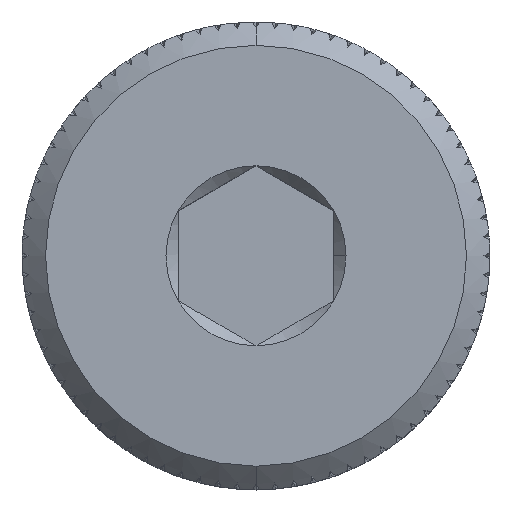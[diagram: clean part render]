
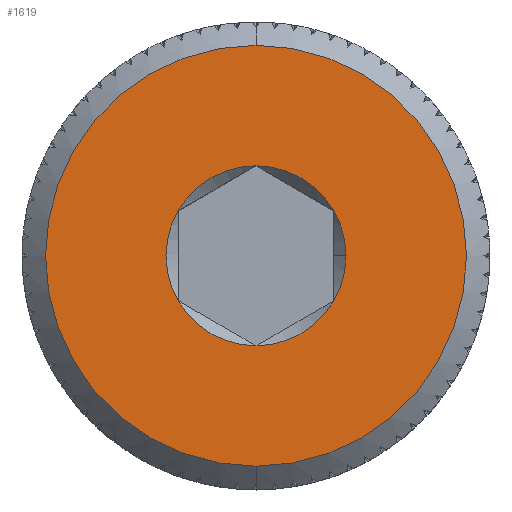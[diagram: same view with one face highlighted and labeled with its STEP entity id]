
A CAD part, top view. The second image highlights one B-rep face of the part: STEP entity #1619.
In plain terms, the highlighted planar face has unit normal (0, 0, 1).
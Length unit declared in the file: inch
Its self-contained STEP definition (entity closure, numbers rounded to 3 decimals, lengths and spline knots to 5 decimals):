
#64 = AXIS2_PLACEMENT_3D ( 'NONE', #4005, #6989, #9992 ) ;
#119 = ORIENTED_EDGE ( 'NONE', *, *, #7768, .F. ) ;
#143 = EDGE_CURVE ( 'NONE', #6299, #6009, #5582, .T. ) ;
#434 = AXIS2_PLACEMENT_3D ( 'NONE', #872, #11857, #6898 ) ;
#705 = CIRCLE ( 'NONE', #64, 0.07217 ) ;
#724 = DIRECTION ( 'NONE',  ( 1., 0., 0. ) ) ;
#750 = CARTESIAN_POINT ( 'NONE',  ( 0., 0.16875, 2.28125 ) ) ;
#863 = FACE_OUTER_BOUND ( 'NONE', #1983, .T. ) ;
#872 = CARTESIAN_POINT ( 'NONE',  ( 0., 0., 2.28125 ) ) ;
#1033 = AXIS2_PLACEMENT_3D ( 'NONE', #6440, #10425, #11539 ) ;
#1057 = CIRCLE ( 'NONE', #434, 0.07217 ) ;
#1098 = EDGE_CURVE ( 'NONE', #8617, #3848, #1469, .T. ) ;
#1418 = EDGE_CURVE ( 'NONE', #6009, #11603, #705, .T. ) ;
#1469 = CIRCLE ( 'NONE', #6227, 0.16875 ) ;
#1619 = ADVANCED_FACE ( 'NONE', ( #11850, #863 ), #6889, .F. ) ;
#1697 = EDGE_CURVE ( 'NONE', #7157, #4114, #3173, .T. ) ;
#1884 = ORIENTED_EDGE ( 'NONE', *, *, #11563, .F. ) ;
#1983 = EDGE_LOOP ( 'NONE', ( #4256, #5870 ) ) ;
#2164 = AXIS2_PLACEMENT_3D ( 'NONE', #2663, #9876, #724 ) ;
#2433 = CARTESIAN_POINT ( 'NONE',  ( 0., 0., 2.28125 ) ) ;
#2592 = CARTESIAN_POINT ( 'NONE',  ( 0.0625, -0.03608, 2.28125 ) ) ;
#2663 = CARTESIAN_POINT ( 'NONE',  ( 0., 0., 2.28125 ) ) ;
#3173 = CIRCLE ( 'NONE', #7741, 0.07217 ) ;
#3505 = EDGE_LOOP ( 'NONE', ( #7574, #1884, #9324, #11164, #119, #9658, #8259 ) ) ;
#3843 = EDGE_CURVE ( 'NONE', #4114, #11552, #1057, .T. ) ;
#3848 = VERTEX_POINT ( 'NONE', #750 ) ;
#4005 = CARTESIAN_POINT ( 'NONE',  ( 0., 0., 2.28125 ) ) ;
#4114 = VERTEX_POINT ( 'NONE', #5588 ) ;
#4256 = ORIENTED_EDGE ( 'NONE', *, *, #4998, .T. ) ;
#4692 = CARTESIAN_POINT ( 'NONE',  ( 0., 0., 2.28125 ) ) ;
#4731 = CARTESIAN_POINT ( 'NONE',  ( 0., 0., 2.28125 ) ) ;
#4844 = CIRCLE ( 'NONE', #2164, 0.07217 ) ;
#4921 = CARTESIAN_POINT ( 'NONE',  ( 0.0625, 0.03608, 2.28125 ) ) ;
#4936 = CARTESIAN_POINT ( 'NONE',  ( 0., 0.16875, 2.28125 ) ) ;
#4998 = EDGE_CURVE ( 'NONE', #3848, #8617, #9667, .T. ) ;
#5435 = DIRECTION ( 'NONE',  ( 0., 0., 1. ) ) ;
#5582 = CIRCLE ( 'NONE', #1033, 0.07217 ) ;
#5588 = CARTESIAN_POINT ( 'NONE',  ( 0.07217, 0., 2.28125 ) ) ;
#5701 = CARTESIAN_POINT ( 'NONE',  ( -0.0625, 0.03608, 2.28125 ) ) ;
#5789 = CARTESIAN_POINT ( 'NONE',  ( 0., 0., 2.28125 ) ) ;
#5870 = ORIENTED_EDGE ( 'NONE', *, *, #1098, .T. ) ;
#5914 = DIRECTION ( 'NONE',  ( 0., 0., -1. ) ) ;
#6009 = VERTEX_POINT ( 'NONE', #5701 ) ;
#6191 = DIRECTION ( 'NONE',  ( 0., 0., 1. ) ) ;
#6227 = AXIS2_PLACEMENT_3D ( 'NONE', #10457, #5435, #9547 ) ;
#6299 = VERTEX_POINT ( 'NONE', #12721 ) ;
#6440 = CARTESIAN_POINT ( 'NONE',  ( 0., 0., 2.28125 ) ) ;
#6889 = PLANE ( 'NONE',  #11071 ) ;
#6898 = DIRECTION ( 'NONE',  ( 1., 0., 0. ) ) ;
#6989 = DIRECTION ( 'NONE',  ( 0., 0., 1. ) ) ;
#7157 = VERTEX_POINT ( 'NONE', #2592 ) ;
#7574 = ORIENTED_EDGE ( 'NONE', *, *, #143, .F. ) ;
#7647 = CIRCLE ( 'NONE', #10138, 0.07217 ) ;
#7741 = AXIS2_PLACEMENT_3D ( 'NONE', #5789, #9765, #12824 ) ;
#7768 = EDGE_CURVE ( 'NONE', #11550, #7157, #7647, .T. ) ;
#7946 = DIRECTION ( 'NONE',  ( 0., 1., 0. ) ) ;
#8259 = ORIENTED_EDGE ( 'NONE', *, *, #1418, .F. ) ;
#8617 = VERTEX_POINT ( 'NONE', #11926 ) ;
#8703 = DIRECTION ( 'NONE',  ( 0., 0., 1. ) ) ;
#9098 = CARTESIAN_POINT ( 'NONE',  ( -0.0625, -0.03608, 2.28125 ) ) ;
#9324 = ORIENTED_EDGE ( 'NONE', *, *, #3843, .F. ) ;
#9390 = DIRECTION ( 'NONE',  ( 1., 0., 0. ) ) ;
#9547 = DIRECTION ( 'NONE',  ( 0., -1., 0. ) ) ;
#9658 = ORIENTED_EDGE ( 'NONE', *, *, #10631, .F. ) ;
#9667 = CIRCLE ( 'NONE', #10094, 0.16875 ) ;
#9765 = DIRECTION ( 'NONE',  ( 0., 0., 1. ) ) ;
#9876 = DIRECTION ( 'NONE',  ( 0., 0., 1. ) ) ;
#9992 = DIRECTION ( 'NONE',  ( 1., 0., 0. ) ) ;
#10094 = AXIS2_PLACEMENT_3D ( 'NONE', #4692, #10621, #12390 ) ;
#10138 = AXIS2_PLACEMENT_3D ( 'NONE', #2433, #6191, #9390 ) ;
#10425 = DIRECTION ( 'NONE',  ( 0., 0., 1. ) ) ;
#10457 = CARTESIAN_POINT ( 'NONE',  ( 0., 0., 2.28125 ) ) ;
#10621 = DIRECTION ( 'NONE',  ( 0., 0., 1. ) ) ;
#10631 = EDGE_CURVE ( 'NONE', #11603, #11550, #4844, .T. ) ;
#10785 = CARTESIAN_POINT ( 'NONE',  ( 0., -0.07217, 2.28125 ) ) ;
#11071 = AXIS2_PLACEMENT_3D ( 'NONE', #4936, #5914, #7946 ) ;
#11164 = ORIENTED_EDGE ( 'NONE', *, *, #1697, .F. ) ;
#11366 = CIRCLE ( 'NONE', #11779, 0.07217 ) ;
#11539 = DIRECTION ( 'NONE',  ( 1., 0., 0. ) ) ;
#11550 = VERTEX_POINT ( 'NONE', #10785 ) ;
#11552 = VERTEX_POINT ( 'NONE', #4921 ) ;
#11563 = EDGE_CURVE ( 'NONE', #11552, #6299, #11366, .T. ) ;
#11603 = VERTEX_POINT ( 'NONE', #9098 ) ;
#11779 = AXIS2_PLACEMENT_3D ( 'NONE', #4731, #8703, #12678 ) ;
#11850 = FACE_BOUND ( 'NONE', #3505, .T. ) ;
#11857 = DIRECTION ( 'NONE',  ( 0., 0., 1. ) ) ;
#11926 = CARTESIAN_POINT ( 'NONE',  ( 0., -0.16875, 2.28125 ) ) ;
#12390 = DIRECTION ( 'NONE',  ( 0., -1., 0. ) ) ;
#12678 = DIRECTION ( 'NONE',  ( 1., 0., 0. ) ) ;
#12721 = CARTESIAN_POINT ( 'NONE',  ( 0., 0.07217, 2.28125 ) ) ;
#12824 = DIRECTION ( 'NONE',  ( 1., 0., 0. ) ) ;
